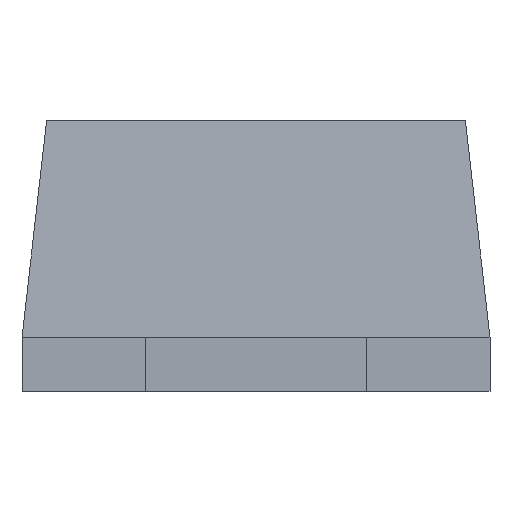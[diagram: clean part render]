
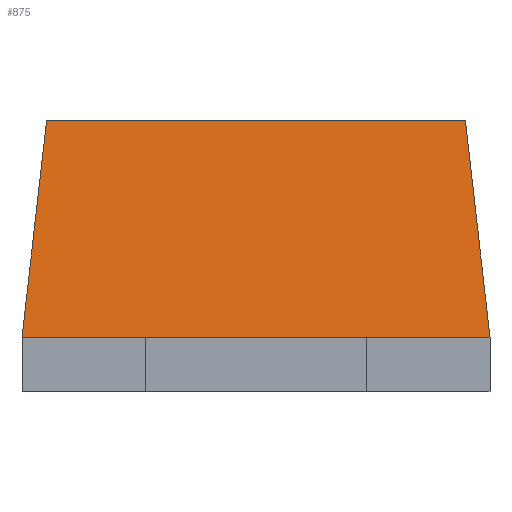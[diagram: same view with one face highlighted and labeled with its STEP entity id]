
A CAD part, left-side view. The second image highlights one B-rep face of the part: STEP entity #875.
In plain terms, the highlighted planar face has unit normal (-0.994, 0, 0.113).
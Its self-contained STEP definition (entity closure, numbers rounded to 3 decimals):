
#789=CARTESIAN_POINT('',(-1.3,0.85,1.1));
#790=VERTEX_POINT('',#789);
#797=CARTESIAN_POINT('',(-1.3,-0.85,1.1));
#798=VERTEX_POINT('',#797);
#799=CARTESIAN_POINT('',(-1.3,-0.85,1.1));
#800=DIRECTION('',(0.0,1.0,0.0));
#801=VECTOR('',#800,1.7);
#802=LINE('',#799,#801);
#803=EDGE_CURVE('',#798,#790,#802,.T.);
#845=CARTESIAN_POINT('',(-1.35,-0.475,0.66));
#846=DIRECTION('',(-0.994,0.,0.113));
#847=DIRECTION('',(0.113,0.0,0.994));
#848=AXIS2_PLACEMENT_3D('',#845,#846,#847);
#849=PLANE('',#848);
#850=ORIENTED_EDGE('',*,*,#803,.T.);
#851=CARTESIAN_POINT('',(-1.4,0.95,0.22));
#852=VERTEX_POINT('',#851);
#853=CARTESIAN_POINT('',(-1.3,0.85,1.1));
#854=DIRECTION('',(-0.112,0.112,-0.987));
#855=VECTOR('',#854,0.891);
#856=LINE('',#853,#855);
#857=EDGE_CURVE('',#790,#852,#856,.T.);
#858=ORIENTED_EDGE('',*,*,#857,.T.);
#859=CARTESIAN_POINT('',(-1.4,-0.95,0.22));
#860=VERTEX_POINT('',#859);
#861=CARTESIAN_POINT('',(-1.4,-0.95,0.22));
#862=DIRECTION('',(0.0,1.0,0.0));
#863=VECTOR('',#862,1.9);
#864=LINE('',#861,#863);
#865=EDGE_CURVE('',#860,#852,#864,.T.);
#866=ORIENTED_EDGE('',*,*,#865,.F.);
#867=CARTESIAN_POINT('',(-1.3,-0.85,1.1));
#868=DIRECTION('',(-0.112,-0.112,-0.987));
#869=VECTOR('',#868,0.891);
#870=LINE('',#867,#869);
#871=EDGE_CURVE('',#798,#860,#870,.T.);
#872=ORIENTED_EDGE('',*,*,#871,.F.);
#873=EDGE_LOOP('',(#850,#858,#866,#872));
#874=FACE_OUTER_BOUND('',#873,.T.);
#875=ADVANCED_FACE('',(#874),#849,.T.);
